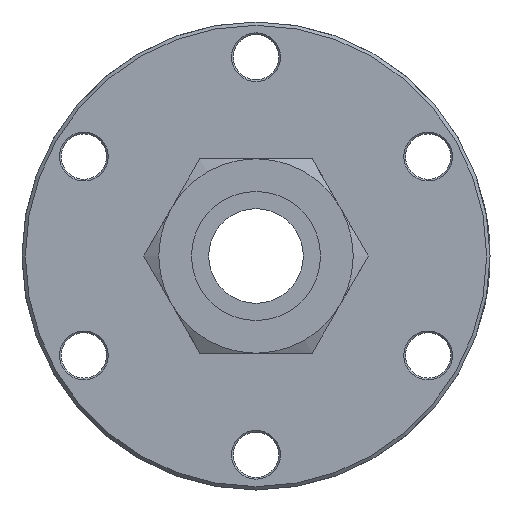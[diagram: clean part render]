
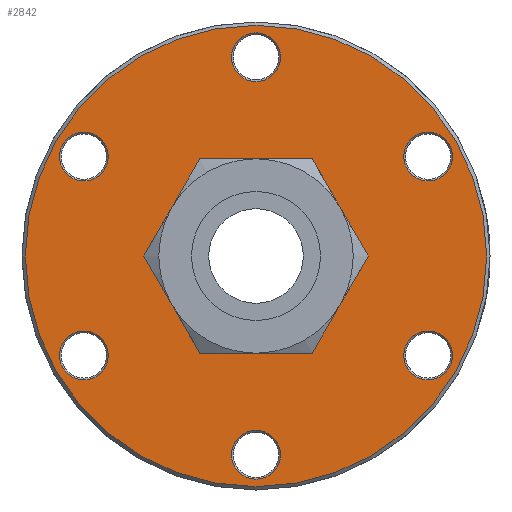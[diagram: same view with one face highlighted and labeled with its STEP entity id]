
A CAD part, front view. The second image highlights one B-rep face of the part: STEP entity #2842.
In plain terms, the highlighted planar face has unit normal (0, -1, 0).
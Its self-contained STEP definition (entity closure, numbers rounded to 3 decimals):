
#234=FACE_BOUND('',#544,.T.);
#235=FACE_BOUND('',#545,.T.);
#236=FACE_BOUND('',#546,.T.);
#237=FACE_BOUND('',#547,.T.);
#238=FACE_BOUND('',#548,.T.);
#239=FACE_BOUND('',#549,.T.);
#240=FACE_BOUND('',#550,.T.);
#261=PLANE('',#3084);
#369=FACE_OUTER_BOUND('',#543,.T.);
#543=EDGE_LOOP('',(#1927));
#544=EDGE_LOOP('',(#1928));
#545=EDGE_LOOP('',(#1929));
#546=EDGE_LOOP('',(#1930));
#547=EDGE_LOOP('',(#1931));
#548=EDGE_LOOP('',(#1932));
#549=EDGE_LOOP('',(#1933));
#550=EDGE_LOOP('',(#1934));
#1054=CIRCLE('',#3078,10.668);
#1058=CIRCLE('',#3083,34.05);
#1059=CIRCLE('',#3085,3.6);
#1060=CIRCLE('',#3086,3.6);
#1061=CIRCLE('',#3087,3.6);
#1062=CIRCLE('',#3088,3.6);
#1063=CIRCLE('',#3089,3.6);
#1064=CIRCLE('',#3090,3.6);
#1181=VERTEX_POINT('',#4104);
#1185=VERTEX_POINT('',#4114);
#1186=VERTEX_POINT('',#4118);
#1187=VERTEX_POINT('',#4120);
#1188=VERTEX_POINT('',#4122);
#1189=VERTEX_POINT('',#4124);
#1190=VERTEX_POINT('',#4126);
#1191=VERTEX_POINT('',#4128);
#1470=EDGE_CURVE('',#1181,#1181,#1054,.T.);
#1476=EDGE_CURVE('',#1185,#1185,#1058,.T.);
#1477=EDGE_CURVE('',#1186,#1186,#1059,.T.);
#1478=EDGE_CURVE('',#1187,#1187,#1060,.T.);
#1479=EDGE_CURVE('',#1188,#1188,#1061,.T.);
#1480=EDGE_CURVE('',#1189,#1189,#1062,.T.);
#1481=EDGE_CURVE('',#1190,#1190,#1063,.T.);
#1482=EDGE_CURVE('',#1191,#1191,#1064,.T.);
#1927=ORIENTED_EDGE('',*,*,#1476,.F.);
#1928=ORIENTED_EDGE('',*,*,#1470,.T.);
#1929=ORIENTED_EDGE('',*,*,#1477,.F.);
#1930=ORIENTED_EDGE('',*,*,#1478,.F.);
#1931=ORIENTED_EDGE('',*,*,#1479,.F.);
#1932=ORIENTED_EDGE('',*,*,#1480,.F.);
#1933=ORIENTED_EDGE('',*,*,#1481,.F.);
#1934=ORIENTED_EDGE('',*,*,#1482,.F.);
#2842=ADVANCED_FACE('',(#369,#234,#235,#236,#237,#238,#239,#240),#261,.T.);
#3078=AXIS2_PLACEMENT_3D('',#4105,#3371,#3372);
#3083=AXIS2_PLACEMENT_3D('',#4116,#3383,#3384);
#3084=AXIS2_PLACEMENT_3D('',#4117,#3385,#3386);
#3085=AXIS2_PLACEMENT_3D('',#4119,#3387,#3388);
#3086=AXIS2_PLACEMENT_3D('',#4121,#3389,#3390);
#3087=AXIS2_PLACEMENT_3D('',#4123,#3391,#3392);
#3088=AXIS2_PLACEMENT_3D('',#4125,#3393,#3394);
#3089=AXIS2_PLACEMENT_3D('',#4127,#3395,#3396);
#3090=AXIS2_PLACEMENT_3D('',#4129,#3397,#3398);
#3371=DIRECTION('center_axis',(0.,1.,0.));
#3372=DIRECTION('ref_axis',(-1.,0.,0.));
#3383=DIRECTION('center_axis',(0.,1.,0.));
#3384=DIRECTION('ref_axis',(1.,0.,0.));
#3385=DIRECTION('center_axis',(0.,-1.,0.));
#3386=DIRECTION('ref_axis',(0.,0.,-1.));
#3387=DIRECTION('center_axis',(0.,-1.,0.));
#3388=DIRECTION('ref_axis',(0.5,0.,0.866));
#3389=DIRECTION('center_axis',(0.,-1.,0.));
#3390=DIRECTION('ref_axis',(-1.,0.,0.));
#3391=DIRECTION('center_axis',(0.,-1.,0.));
#3392=DIRECTION('ref_axis',(0.5,0.,-0.866));
#3393=DIRECTION('center_axis',(0.,-1.,0.));
#3394=DIRECTION('ref_axis',(1.,0.,0.));
#3395=DIRECTION('center_axis',(0.,-1.,0.));
#3396=DIRECTION('ref_axis',(-0.5,0.,-0.866));
#3397=DIRECTION('center_axis',(0.,-1.,0.));
#3398=DIRECTION('ref_axis',(-0.5,0.,0.866));
#4104=CARTESIAN_POINT('',(10.668,0.,0.));
#4105=CARTESIAN_POINT('Origin',(0.,0.,0.));
#4114=CARTESIAN_POINT('',(-34.05,0.,0.));
#4116=CARTESIAN_POINT('Origin',(0.,0.,0.));
#4117=CARTESIAN_POINT('Origin',(-34.55,0.,0.));
#4118=CARTESIAN_POINT('',(23.618,0.,-17.793));
#4119=CARTESIAN_POINT('Origin',(25.418,0.,-14.675));
#4120=CARTESIAN_POINT('',(3.6,0.,29.35));
#4121=CARTESIAN_POINT('Origin',(0.,0.,29.35));
#4122=CARTESIAN_POINT('',(-27.218,0.,-11.557));
#4123=CARTESIAN_POINT('Origin',(-25.418,0.,-14.675));
#4124=CARTESIAN_POINT('',(-3.6,0.,-29.35));
#4125=CARTESIAN_POINT('Origin',(0.,0.,-29.35));
#4126=CARTESIAN_POINT('',(-23.618,0.,17.793));
#4127=CARTESIAN_POINT('Origin',(-25.418,0.,14.675));
#4128=CARTESIAN_POINT('',(27.218,0.,11.557));
#4129=CARTESIAN_POINT('Origin',(25.418,0.,14.675));
